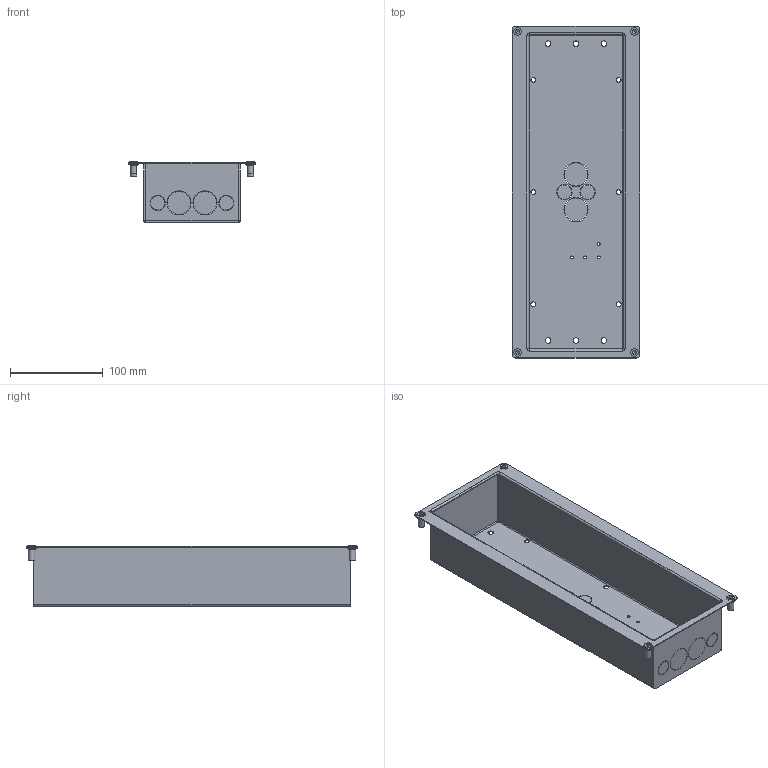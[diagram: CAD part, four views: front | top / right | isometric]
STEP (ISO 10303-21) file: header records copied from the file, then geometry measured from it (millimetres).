
FILE_DESCRIPTION((''),'2;1');
FILE_NAME('Sprechanlage_UP_Kasten_33-1507C.stp','2018-01-18T17:02:31',('Kellerkinder'),(''),'AICNC','AICNC','');
FILE_SCHEMA(('AUTOMOTIVE_DESIGN { 1 0 10303 214 1 1 1 1 }'));
Length unit declared in the file: millimetre
Products named in the file (1): Sprechanlage_UP_Kasten_33-1507C
Bounding box: 138 x 358 x 65.5 mm (x, y, z)
Volume: 106367.7 mm3; surface area: 213046.3 mm2
Topology: 9 solids, 9 shells, 130 faces, 265 edges, 166 vertices
Faces by surface type: cylinder 70, plane 44, torus 8, sphere 4, cone 4
Full cylindrical faces by diameter (mm): 3.2 x4, 4.134 x4, 5.2 x6, 6 x6, 6.8 x4, 8.3 x4, 9.9 x4, 15.5 x4, 16.5 x4, 25 x4, 26 x4
Entity records: 3236 total; most frequent: DIRECTION 608, CARTESIAN_POINT 493, ORIENTED_EDGE 404, AXIS2_PLACEMENT_3D 275, EDGE_LOOP 248, EDGE_CURVE 202, VERTEX_POINT 160, CIRCLE 140
